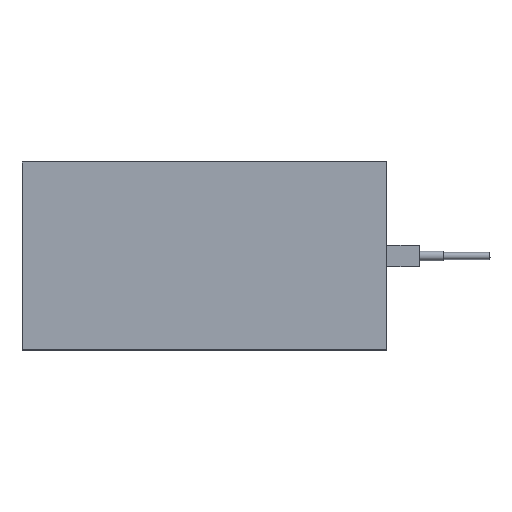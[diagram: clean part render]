
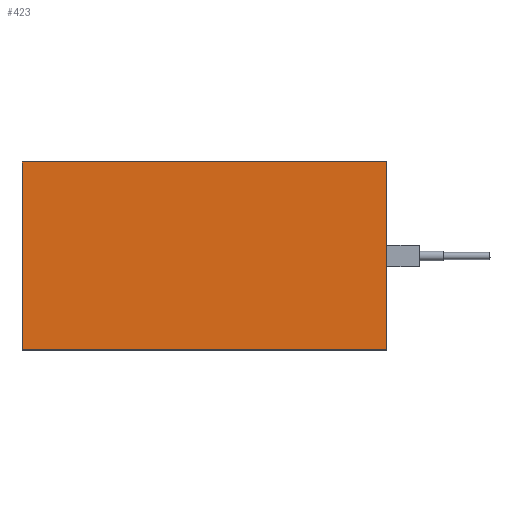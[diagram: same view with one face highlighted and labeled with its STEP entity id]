
A CAD part, top view. The second image highlights one B-rep face of the part: STEP entity #423.
In plain terms, the highlighted planar face has unit normal (0, 0, 1).
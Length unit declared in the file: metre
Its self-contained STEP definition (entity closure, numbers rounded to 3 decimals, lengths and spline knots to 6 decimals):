
#104=ORIENTED_EDGE('',*,*,#170,.F.);
#105=ORIENTED_EDGE('',*,*,#173,.T.);
#106=ORIENTED_EDGE('',*,*,#175,.T.);
#107=ORIENTED_EDGE('',*,*,#162,.F.);
#162=EDGE_CURVE('',#206,#207,#246,.T.);
#170=EDGE_CURVE('',#213,#206,#254,.T.);
#173=EDGE_CURVE('',#213,#215,#257,.T.);
#175=EDGE_CURVE('',#215,#207,#259,.T.);
#206=VERTEX_POINT('',#672);
#207=VERTEX_POINT('',#674);
#213=VERTEX_POINT('',#688);
#215=VERTEX_POINT('',#694);
#246=LINE('',#673,#294);
#254=LINE('',#689,#302);
#257=LINE('',#695,#305);
#259=LINE('',#698,#307);
#294=VECTOR('',#558,1.);
#302=VECTOR('',#568,1.);
#305=VECTOR('',#573,1.);
#307=VECTOR('',#577,1.);
#341=EDGE_LOOP('',(#104,#105,#106,#107));
#373=FACE_BOUND('',#341,.T.);
#397=PLANE('',#480);
#423=ADVANCED_FACE('',(#373),#397,.T.);
#480=AXIS2_PLACEMENT_3D('',#699,#578,#579);
#558=DIRECTION('',(0.,-1.,0.));
#568=DIRECTION('',(1.,0.,0.));
#573=DIRECTION('',(0.,-1.,0.));
#577=DIRECTION('',(1.,0.,0.));
#578=DIRECTION('',(0.,0.,1.));
#579=DIRECTION('',(1.,0.,0.));
#672=CARTESIAN_POINT('',(0.0775,0.04,0.013));
#673=CARTESIAN_POINT('',(0.0775,0.,0.013));
#674=CARTESIAN_POINT('',(0.0775,-0.04,0.013));
#688=CARTESIAN_POINT('',(-0.0775,0.04,0.013));
#689=CARTESIAN_POINT('',(0.,0.04,0.013));
#694=CARTESIAN_POINT('',(-0.0775,-0.04,0.013));
#695=CARTESIAN_POINT('',(-0.0775,0.,0.013));
#698=CARTESIAN_POINT('',(0.,-0.04,0.013));
#699=CARTESIAN_POINT('',(0.,0.,0.013));
